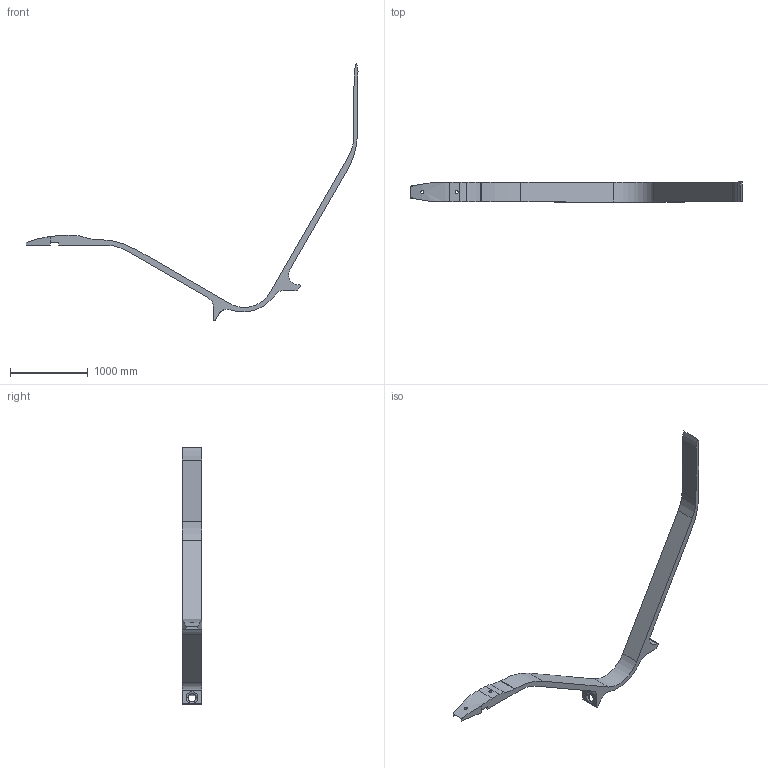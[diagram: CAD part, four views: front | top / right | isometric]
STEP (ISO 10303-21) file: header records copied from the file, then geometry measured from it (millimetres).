
FILE_DESCRIPTION((''),'2;1');
FILE_NAME('LEG_SPRINGED','2024-03-12T05:26:47',('anton'),(''),'CREO PARAMETRIC BY PTC INC, 2023073','CREO PARAMETRIC BY PTC INC, 2023073','');
FILE_SCHEMA(('CONFIG_CONTROL_DESIGN'));
Length unit declared in the file: inch
Products named in the file (1): LEG_SPRINGED
Bounding box: 4279.11 x 254 x 3324.17 mm (x, y, z)
Volume: 129265316.4 mm3; surface area: 4688141.7 mm2
Topology: 1 solids, 1 shells, 60 faces, 171 edges, 112 vertices
Faces by surface type: plane 31, cylinder 23, bspline 4, torus 2
Entity records: 3186 total; most frequent: CARTESIAN_POINT 1565, ORIENTED_EDGE 342, DIRECTION 320, EDGE_CURVE 171, VERTEX_POINT 112, AXIS2_PLACEMENT_3D 109, VECTOR 102, LINE 102
